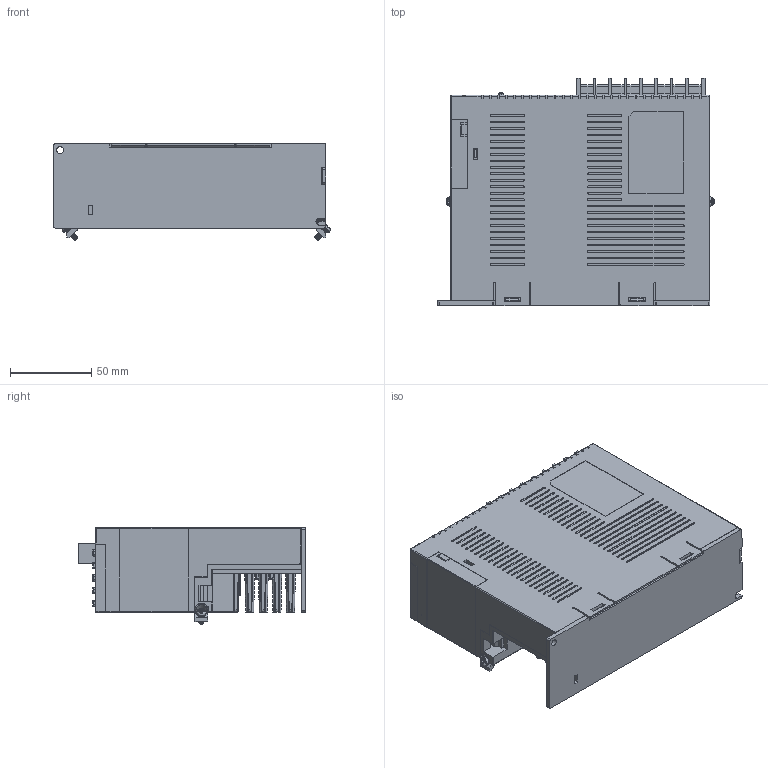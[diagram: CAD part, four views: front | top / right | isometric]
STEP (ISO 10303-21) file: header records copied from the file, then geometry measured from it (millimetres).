
FILE_DESCRIPTION((''),'2;1');
FILE_NAME('PRT0001','2021-09-17T',('kjl'),(''),'PRO/ENGINEER BY PARAMETRIC TECHNOLOGY CORPORATION, 2010280','PRO/ENGINEER BY PARAMETRIC TECHNOLOGY CORPORATION, 2010280','');
FILE_SCHEMA(('AUTOMOTIVE_DESIGN_CC2 { 1 2 10303 214 -1 1 5 2 }'));
Products named in the file (1): PRT0001
Bounding box: 170.75 x 140.61 x 59.48 mm (x, y, z)
Volume: 814460.7 mm3; surface area: 156666.5 mm2
Topology: 4 solids, 8 shells, 2433 faces, 7084 edges, 4747 vertices
Faces by surface type: plane 1505, cylinder 740, bspline 63, cone 63, torus 40, sphere 22
Entity records: 97538 total; most frequent: CARTESIAN_POINT 23132, ORIENTED_EDGE 14080, DIRECTION 12802, EDGE_CURVE 7040, VECTOR 4836, LINE 4836, VERTEX_POINT 4747, AXIS2_PLACEMENT_3D 3983
